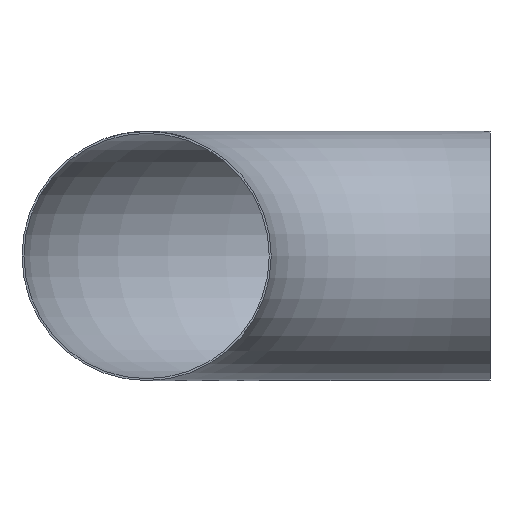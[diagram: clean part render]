
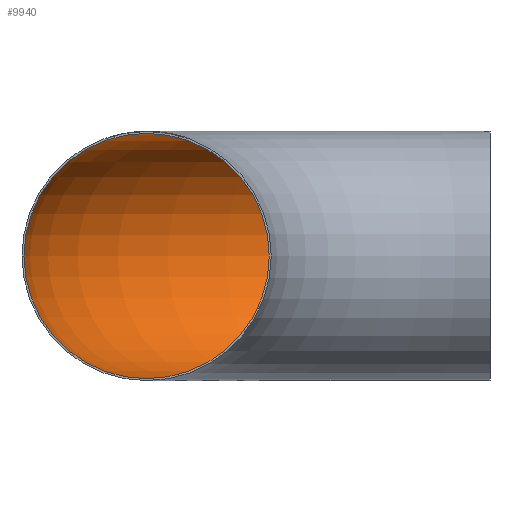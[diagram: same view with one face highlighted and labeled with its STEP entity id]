
A CAD part, front view. The second image highlights one B-rep face of the part: STEP entity #9940.
In plain terms, the highlighted toroidal (fillet/blend) face has major radius 350 mm and minor radius 125 mm.
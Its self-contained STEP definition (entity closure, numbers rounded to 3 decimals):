
#545 = DIRECTION ( 'NONE',  ( -1., 0., 0. ) ) ;
#708 = EDGE_LOOP ( 'NONE', ( #18836 ) ) ;
#915 = CIRCLE ( 'NONE', #18616, 125. ) ;
#927 = DIRECTION ( 'NONE',  ( 1., 0., 0. ) ) ;
#1156 = DIRECTION ( 'NONE',  ( 0., 1., 0. ) ) ;
#1215 = DIRECTION ( 'NONE',  ( 0., 0., 1. ) ) ;
#1323 = CARTESIAN_POINT ( 'NONE',  ( -350., 0., 0. ) ) ;
#1365 = CARTESIAN_POINT ( 'NONE',  ( 0., 475., 0. ) ) ;
#1933 = CARTESIAN_POINT ( 'NONE',  ( 0., 0., 0. ) ) ;
#2896 = AXIS2_PLACEMENT_3D ( 'NONE', #1933, #16286, #545 ) ;
#3906 = FACE_OUTER_BOUND ( 'NONE', #708, .T. ) ;
#4289 = ORIENTED_EDGE ( 'NONE', *, *, #22463, .T. ) ;
#4384 = EDGE_LOOP ( 'NONE', ( #4289 ) ) ;
#4688 = DIRECTION ( 'NONE',  ( 0., 1., 0. ) ) ;
#6602 = CARTESIAN_POINT ( 'NONE',  ( -350., 0., 125. ) ) ;
#7824 = AXIS2_PLACEMENT_3D ( 'NONE', #10103, #927, #1156 ) ;
#8243 = VERTEX_POINT ( 'NONE', #1365 ) ;
#9940 = ADVANCED_FACE ( 'NONE', ( #16507, #3906 ), #12166, .F. ) ;
#10103 = CARTESIAN_POINT ( 'NONE',  ( 0., 350., 0. ) ) ;
#12166 = TOROIDAL_SURFACE ( 'NONE', #2896, 350., 125. ) ;
#16286 = DIRECTION ( 'NONE',  ( 0., 0., -1. ) ) ;
#16507 = FACE_OUTER_BOUND ( 'NONE', #4384, .T. ) ;
#16551 = EDGE_CURVE ( 'NONE', #19158, #19158, #915, .T. ) ;
#18104 = CIRCLE ( 'NONE', #7824, 125. ) ;
#18616 = AXIS2_PLACEMENT_3D ( 'NONE', #1323, #4688, #1215 ) ;
#18836 = ORIENTED_EDGE ( 'NONE', *, *, #16551, .F. ) ;
#19158 = VERTEX_POINT ( 'NONE', #6602 ) ;
#22463 = EDGE_CURVE ( 'NONE', #8243, #8243, #18104, .T. ) ;
